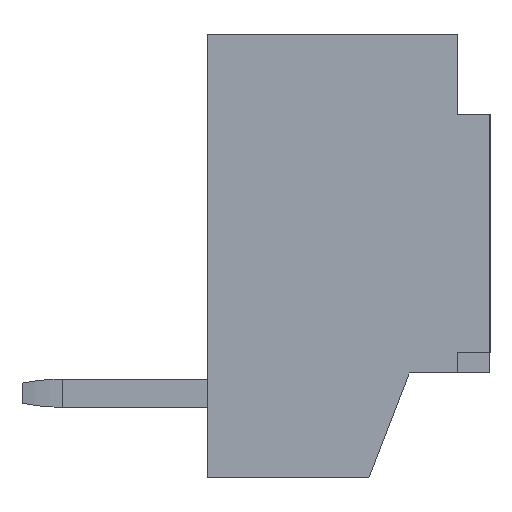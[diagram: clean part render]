
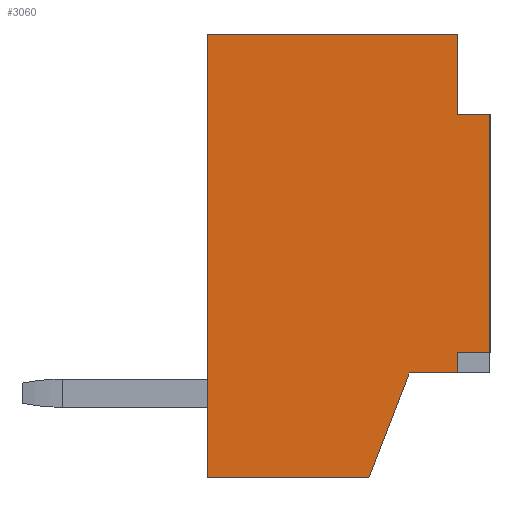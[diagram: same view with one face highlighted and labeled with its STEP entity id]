
A CAD part, left-side view. The second image highlights one B-rep face of the part: STEP entity #3060.
In plain terms, the highlighted planar face has unit normal (-1, 0, 0).
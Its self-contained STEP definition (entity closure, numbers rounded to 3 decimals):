
#9=DIRECTION('',(0.,-1.,0.));
#10=VECTOR('',#9,2.);
#11=CARTESIAN_POINT('',(-4.,1.75,-2.75));
#12=LINE('',#11,#10);
#25=DIRECTION('',(0.,0.,1.));
#26=VECTOR('',#25,0.25);
#27=CARTESIAN_POINT('',(-4.,-1.35,-1.45));
#28=LINE('',#27,#26);
#29=DIRECTION('',(0.,1.,0.));
#30=VECTOR('',#29,0.6);
#31=CARTESIAN_POINT('',(-4.,-1.35,-1.45));
#32=LINE('',#31,#30);
#33=DIRECTION('',(0.,-0.359,0.933));
#34=VECTOR('',#33,1.393);
#35=CARTESIAN_POINT('',(-4.,-0.25,-2.75));
#36=LINE('',#35,#34);
#37=DIRECTION('',(0.,0.,1.));
#38=VECTOR('',#37,5.5);
#39=CARTESIAN_POINT('',(-4.,1.75,-2.75));
#40=LINE('',#39,#38);
#41=DIRECTION('',(0.,0.,-1.));
#42=VECTOR('',#41,1.);
#43=CARTESIAN_POINT('',(-4.,-1.35,2.75));
#44=LINE('',#43,#42);
#45=DIRECTION('',(0.,1.,0.));
#46=VECTOR('',#45,0.4);
#47=CARTESIAN_POINT('',(-4.,-1.75,1.75));
#48=LINE('',#47,#46);
#49=DIRECTION('',(0.,1.,0.));
#50=VECTOR('',#49,0.4);
#51=CARTESIAN_POINT('',(-4.,-1.75,-1.2));
#52=LINE('',#51,#50);
#149=DIRECTION('',(0.,0.,1.));
#150=VECTOR('',#149,2.95);
#151=CARTESIAN_POINT('',(-4.,-1.75,-1.2));
#152=LINE('',#151,#150);
#241=DIRECTION('',(0.,-1.,0.));
#242=VECTOR('',#241,3.1);
#243=CARTESIAN_POINT('',(-4.,1.75,2.75));
#244=LINE('',#243,#242);
#2277=CARTESIAN_POINT('',(-4.,1.75,-2.75));
#2278=CARTESIAN_POINT('',(-4.,1.75,2.75));
#2279=VERTEX_POINT('',#2277);
#2280=VERTEX_POINT('',#2278);
#2309=CARTESIAN_POINT('',(-4.,-1.75,1.75));
#2310=CARTESIAN_POINT('',(-4.,-1.35,1.75));
#2311=VERTEX_POINT('',#2309);
#2312=VERTEX_POINT('',#2310);
#2325=CARTESIAN_POINT('',(-4.,-1.35,2.75));
#2326=VERTEX_POINT('',#2325);
#2813=CARTESIAN_POINT('',(-4.,-0.25,-2.75));
#2815=VERTEX_POINT('',#2813);
#2821=CARTESIAN_POINT('',(-4.,-0.75,-1.45));
#2822=VERTEX_POINT('',#2821);
#2929=CARTESIAN_POINT('',(-4.,-1.35,-1.45));
#2930=CARTESIAN_POINT('',(-4.,-1.35,-1.2));
#2931=VERTEX_POINT('',#2929);
#2932=VERTEX_POINT('',#2930);
#2933=CARTESIAN_POINT('',(-4.,-1.75,-1.2));
#2934=VERTEX_POINT('',#2933);
#3035=CARTESIAN_POINT('',(-4.,1.75,-2.75));
#3036=DIRECTION('',(-1.,0.,0.));
#3037=DIRECTION('',(0.,-1.,0.));
#3038=AXIS2_PLACEMENT_3D('',#3035,#3036,#3037);
#3039=PLANE('',#3038);
#3041=ORIENTED_EDGE('',*,*,#3040,.F.);
#3043=ORIENTED_EDGE('',*,*,#3042,.T.);
#3044=ORIENTED_EDGE('',*,*,#3011,.F.);
#3045=ORIENTED_EDGE('',*,*,#2984,.F.);
#3047=ORIENTED_EDGE('',*,*,#3046,.T.);
#3049=ORIENTED_EDGE('',*,*,#3048,.T.);
#3051=ORIENTED_EDGE('',*,*,#3050,.T.);
#3053=ORIENTED_EDGE('',*,*,#3052,.F.);
#3055=ORIENTED_EDGE('',*,*,#3054,.F.);
#3057=ORIENTED_EDGE('',*,*,#3056,.T.);
#3058=EDGE_LOOP('',(#3041,#3043,#3044,#3045,#3047,#3049,#3051,#3053,#3055,
#3057));
#3059=FACE_OUTER_BOUND('',#3058,.F.);
#3060=ADVANCED_FACE('',(#3059),#3039,.T.);
#2984=EDGE_CURVE('',#2279,#2815,#12,.T.);
#3011=EDGE_CURVE('',#2815,#2822,#36,.T.);
#3040=EDGE_CURVE('',#2931,#2932,#28,.T.);
#3042=EDGE_CURVE('',#2931,#2822,#32,.T.);
#3046=EDGE_CURVE('',#2279,#2280,#40,.T.);
#3048=EDGE_CURVE('',#2280,#2326,#244,.T.);
#3050=EDGE_CURVE('',#2326,#2312,#44,.T.);
#3052=EDGE_CURVE('',#2311,#2312,#48,.T.);
#3054=EDGE_CURVE('',#2934,#2311,#152,.T.);
#3056=EDGE_CURVE('',#2934,#2932,#52,.T.);
